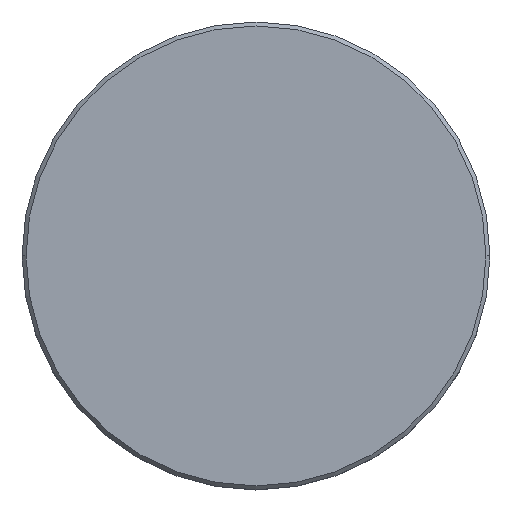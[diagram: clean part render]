
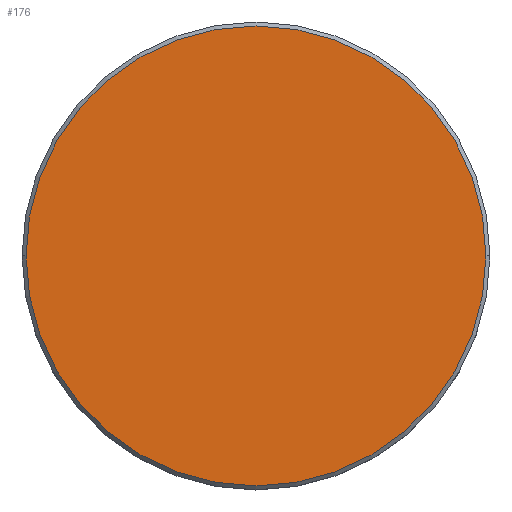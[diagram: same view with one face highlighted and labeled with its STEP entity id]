
A CAD part, top view. The second image highlights one B-rep face of the part: STEP entity #176.
In plain terms, the highlighted planar face has unit normal (0, 0, 1).
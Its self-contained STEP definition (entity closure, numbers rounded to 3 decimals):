
#32 = DIRECTION ( 'NONE',  ( 0., 0., 1. ) ) ;
#51 = DIRECTION ( 'NONE',  ( 1., 0., 0. ) ) ;
#176 = ADVANCED_FACE ( 'NONE', ( #1065 ), #434, .T. ) ;
#188 = VERTEX_POINT ( 'NONE', #1173 ) ;
#220 = DIRECTION ( 'NONE',  ( 1., 0., 0. ) ) ;
#229 = CIRCLE ( 'NONE', #308, 29. ) ;
#256 = CARTESIAN_POINT ( 'NONE',  ( 0., 0., 0. ) ) ;
#308 = AXIS2_PLACEMENT_3D ( 'NONE', #256, #427, #51 ) ;
#351 = ORIENTED_EDGE ( 'NONE', *, *, #916, .T. ) ;
#415 = CARTESIAN_POINT ( 'NONE',  ( 29., 0., 0. ) ) ;
#427 = DIRECTION ( 'NONE',  ( 0., 0., 1. ) ) ;
#434 = PLANE ( 'NONE',  #999 ) ;
#471 = VERTEX_POINT ( 'NONE', #415 ) ;
#503 = EDGE_LOOP ( 'NONE', ( #547, #351 ) ) ;
#522 = EDGE_CURVE ( 'NONE', #188, #471, #1162, .T. ) ;
#547 = ORIENTED_EDGE ( 'NONE', *, *, #522, .T. ) ;
#585 = CARTESIAN_POINT ( 'NONE',  ( 0., 0., 0. ) ) ;
#611 = AXIS2_PLACEMENT_3D ( 'NONE', #585, #32, #220 ) ;
#717 = DIRECTION ( 'NONE',  ( 1., 0., 0. ) ) ;
#721 = DIRECTION ( 'NONE',  ( 0., 0., 1. ) ) ;
#916 = EDGE_CURVE ( 'NONE', #471, #188, #229, .T. ) ;
#999 = AXIS2_PLACEMENT_3D ( 'NONE', #1168, #721, #717 ) ;
#1065 = FACE_OUTER_BOUND ( 'NONE', #503, .T. ) ;
#1162 = CIRCLE ( 'NONE', #611, 29. ) ;
#1168 = CARTESIAN_POINT ( 'NONE',  ( 0., 0., 0. ) ) ;
#1173 = CARTESIAN_POINT ( 'NONE',  ( -29., 0., 0. ) ) ;
